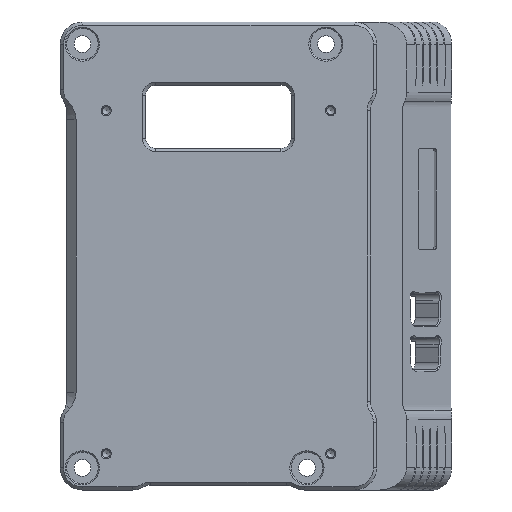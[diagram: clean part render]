
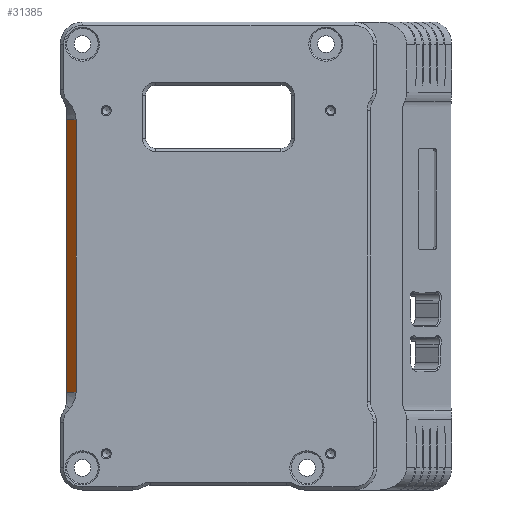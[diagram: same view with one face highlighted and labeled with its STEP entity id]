
A CAD part, front view. The second image highlights one B-rep face of the part: STEP entity #31385.
In plain terms, the highlighted planar face has unit normal (-0.707, -0.707, 0).
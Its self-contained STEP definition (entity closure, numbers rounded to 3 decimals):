
#3266 = PLANE('',#3267);
#3267 = AXIS2_PLACEMENT_3D('',#3268,#3269,#3270);
#3268 = CARTESIAN_POINT('',(-48.,25.902,-50.));
#3269 = DIRECTION('',(1.,0.,0.));
#3270 = DIRECTION('',(0.,0.,-1.));
#8942 = PLANE('',#8943);
#8943 = AXIS2_PLACEMENT_3D('',#8944,#8945,#8946);
#8944 = CARTESIAN_POINT('',(0.,-8.075,0.));
#8945 = DIRECTION('',(0.,1.,0.));
#8946 = DIRECTION('',(0.,-0.,1.));
#9926 = VERTEX_POINT('',#9927);
#9927 = CARTESIAN_POINT('',(-45.,-8.075,43.033));
#9946 = CONICAL_SURFACE('',#9947,7.52,0.785);
#9947 = AXIS2_PLACEMENT_3D('',#9948,#9949,#9950);
#9948 = CARTESIAN_POINT('',(-52.52,-8.075,43.033));
#9949 = DIRECTION('',(0.,-1.,0.));
#9950 = DIRECTION('',(0.,0.,-1.));
#9958 = EDGE_CURVE('',#9959,#9926,#9961,.T.);
#9959 = VERTEX_POINT('',#9960);
#9960 = CARTESIAN_POINT('',(-45.,-8.075,-43.033));
#9961 = SURFACE_CURVE('',#9962,(#9966,#9973),.PCURVE_S1.);
#9962 = LINE('',#9963,#9964);
#9963 = CARTESIAN_POINT('',(-45.,-8.075,-43.033));
#9964 = VECTOR('',#9965,1.);
#9965 = DIRECTION('',(0.,-0.,1.));
#9966 = PCURVE('',#8942,#9967);
#9967 = DEFINITIONAL_REPRESENTATION('',(#9968),#9972);
#9968 = LINE('',#9969,#9970);
#9969 = CARTESIAN_POINT('',(-43.033,-45.));
#9970 = VECTOR('',#9971,1.);
#9971 = DIRECTION('',(1.,0.));
#9972 = ( GEOMETRIC_REPRESENTATION_CONTEXT(2) 
PARAMETRIC_REPRESENTATION_CONTEXT() REPRESENTATION_CONTEXT('2D SPACE',''
  ) );
#9973 = PCURVE('',#9974,#9979);
#9974 = PLANE('',#9975);
#9975 = AXIS2_PLACEMENT_3D('',#9976,#9977,#9978);
#9976 = CARTESIAN_POINT('',(-45.,-8.075,-43.033));
#9977 = DIRECTION('',(0.707,0.707,0.)
  );
#9978 = DIRECTION('',(-0.707,0.707,0.));
#9979 = DEFINITIONAL_REPRESENTATION('',(#9980),#9984);
#9980 = LINE('',#9981,#9982);
#9981 = CARTESIAN_POINT('',(0.,0.));
#9982 = VECTOR('',#9983,1.);
#9983 = DIRECTION('',(0.,1.));
#9984 = ( GEOMETRIC_REPRESENTATION_CONTEXT(2) 
PARAMETRIC_REPRESENTATION_CONTEXT() REPRESENTATION_CONTEXT('2D SPACE',''
  ) );
#10007 = CONICAL_SURFACE('',#10008,7.52,0.785);
#10008 = AXIS2_PLACEMENT_3D('',#10009,#10010,#10011);
#10009 = CARTESIAN_POINT('',(-52.52,-8.075,-43.033));
#10010 = DIRECTION('',(0.,-1.,0.));
#10011 = DIRECTION('',(0.,0.,-1.));
#30195 = VERTEX_POINT('',#30196);
#30196 = CARTESIAN_POINT('',(-48.,-5.075,-43.033));
#30249 = EDGE_CURVE('',#30195,#30250,#30252,.T.);
#30250 = VERTEX_POINT('',#30251);
#30251 = CARTESIAN_POINT('',(-48.,-5.075,43.033));
#30252 = SURFACE_CURVE('',#30253,(#30257,#30264),.PCURVE_S1.);
#30253 = LINE('',#30254,#30255);
#30254 = CARTESIAN_POINT('',(-48.,-5.075,-50.));
#30255 = VECTOR('',#30256,1.);
#30256 = DIRECTION('',(0.,0.,1.));
#30257 = PCURVE('',#3266,#30258);
#30258 = DEFINITIONAL_REPRESENTATION('',(#30259),#30263);
#30259 = LINE('',#30260,#30261);
#30260 = CARTESIAN_POINT('',(0.,-30.977));
#30261 = VECTOR('',#30262,1.);
#30262 = DIRECTION('',(-1.,0.));
#30263 = ( GEOMETRIC_REPRESENTATION_CONTEXT(2) 
PARAMETRIC_REPRESENTATION_CONTEXT() REPRESENTATION_CONTEXT('2D SPACE',''
  ) );
#30264 = PCURVE('',#9974,#30265);
#30265 = DEFINITIONAL_REPRESENTATION('',(#30266),#30270);
#30266 = LINE('',#30267,#30268);
#30267 = CARTESIAN_POINT('',(4.243,-6.967));
#30268 = VECTOR('',#30269,1.);
#30269 = DIRECTION('',(0.,1.));
#30270 = ( GEOMETRIC_REPRESENTATION_CONTEXT(2) 
PARAMETRIC_REPRESENTATION_CONTEXT() REPRESENTATION_CONTEXT('2D SPACE',''
  ) );
#31385 = ADVANCED_FACE('',(#31386),#9974,.F.);
#31386 = FACE_BOUND('',#31387,.T.);
#31387 = EDGE_LOOP('',(#31388,#31409,#31410,#31431));
#31388 = ORIENTED_EDGE('',*,*,#31389,.F.);
#31389 = EDGE_CURVE('',#9959,#30195,#31390,.T.);
#31390 = SURFACE_CURVE('',#31391,(#31395,#31402),.PCURVE_S1.);
#31391 = LINE('',#31392,#31393);
#31392 = CARTESIAN_POINT('',(-45.,-8.075,-43.033));
#31393 = VECTOR('',#31394,1.);
#31394 = DIRECTION('',(-0.707,0.707,0.));
#31395 = PCURVE('',#9974,#31396);
#31396 = DEFINITIONAL_REPRESENTATION('',(#31397),#31401);
#31397 = LINE('',#31398,#31399);
#31398 = CARTESIAN_POINT('',(0.,0.));
#31399 = VECTOR('',#31400,1.);
#31400 = DIRECTION('',(1.,0.));
#31401 = ( GEOMETRIC_REPRESENTATION_CONTEXT(2) 
PARAMETRIC_REPRESENTATION_CONTEXT() REPRESENTATION_CONTEXT('2D SPACE',''
  ) );
#31402 = PCURVE('',#10007,#31403);
#31403 = DEFINITIONAL_REPRESENTATION('',(#31404),#31408);
#31404 = LINE('',#31405,#31406);
#31405 = CARTESIAN_POINT('',(1.571,0.));
#31406 = VECTOR('',#31407,1.);
#31407 = DIRECTION('',(0.,-1.));
#31408 = ( GEOMETRIC_REPRESENTATION_CONTEXT(2) 
PARAMETRIC_REPRESENTATION_CONTEXT() REPRESENTATION_CONTEXT('2D SPACE',''
  ) );
#31409 = ORIENTED_EDGE('',*,*,#9958,.T.);
#31410 = ORIENTED_EDGE('',*,*,#31411,.T.);
#31411 = EDGE_CURVE('',#9926,#30250,#31412,.T.);
#31412 = SURFACE_CURVE('',#31413,(#31417,#31424),.PCURVE_S1.);
#31413 = LINE('',#31414,#31415);
#31414 = CARTESIAN_POINT('',(-45.,-8.075,43.033));
#31415 = VECTOR('',#31416,1.);
#31416 = DIRECTION('',(-0.707,0.707,0.));
#31417 = PCURVE('',#9974,#31418);
#31418 = DEFINITIONAL_REPRESENTATION('',(#31419),#31423);
#31419 = LINE('',#31420,#31421);
#31420 = CARTESIAN_POINT('',(0.,86.066));
#31421 = VECTOR('',#31422,1.);
#31422 = DIRECTION('',(1.,0.));
#31423 = ( GEOMETRIC_REPRESENTATION_CONTEXT(2) 
PARAMETRIC_REPRESENTATION_CONTEXT() REPRESENTATION_CONTEXT('2D SPACE',''
  ) );
#31424 = PCURVE('',#9946,#31425);
#31425 = DEFINITIONAL_REPRESENTATION('',(#31426),#31430);
#31426 = LINE('',#31427,#31428);
#31427 = CARTESIAN_POINT('',(1.571,0.));
#31428 = VECTOR('',#31429,1.);
#31429 = DIRECTION('',(0.,-1.));
#31430 = ( GEOMETRIC_REPRESENTATION_CONTEXT(2) 
PARAMETRIC_REPRESENTATION_CONTEXT() REPRESENTATION_CONTEXT('2D SPACE',''
  ) );
#31431 = ORIENTED_EDGE('',*,*,#30249,.F.);
